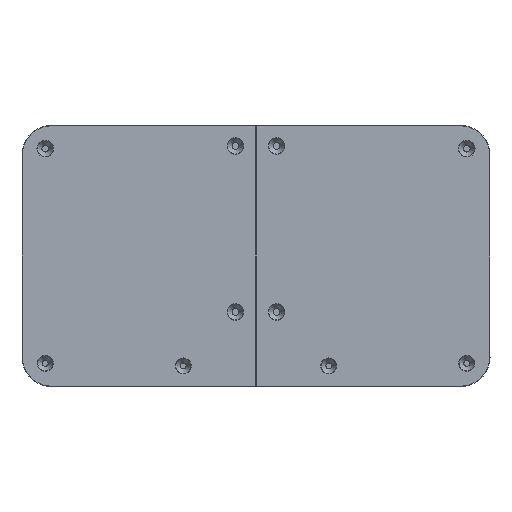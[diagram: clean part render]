
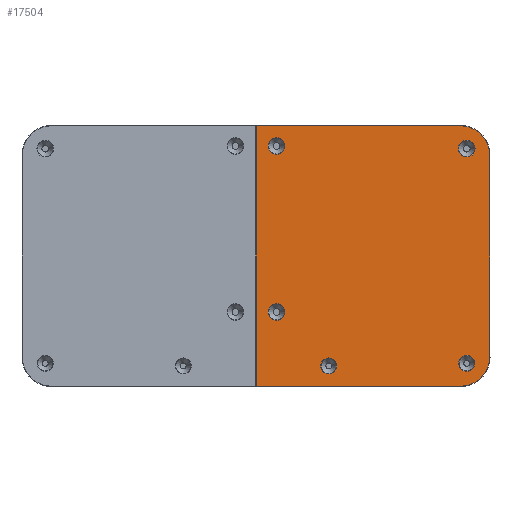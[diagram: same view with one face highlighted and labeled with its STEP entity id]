
A CAD part, front view. The second image highlights one B-rep face of the part: STEP entity #17504.
In plain terms, the highlighted planar face has unit normal (0, -1, 0).
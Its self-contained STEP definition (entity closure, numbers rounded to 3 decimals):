
#97=FACE_BOUND('',#4793,.T.);
#98=FACE_BOUND('',#4794,.T.);
#99=FACE_BOUND('',#4795,.T.);
#100=FACE_BOUND('',#4796,.T.);
#101=FACE_BOUND('',#4797,.T.);
#541=PLANE('',#19182);
#976=LINE('',#32002,#1951);
#977=LINE('',#32006,#1952);
#978=LINE('',#32010,#1953);
#979=LINE('',#32011,#1954);
#1951=VECTOR('',#23147,10.);
#1952=VECTOR('',#23150,10.);
#1953=VECTOR('',#23153,10.);
#1954=VECTOR('',#23154,10.);
#3603=FACE_OUTER_BOUND('',#4792,.T.);
#4792=EDGE_LOOP('',(#13385,#13386,#13387,#13388,#13389,#13390));
#4793=EDGE_LOOP('',(#13391));
#4794=EDGE_LOOP('',(#13392));
#4795=EDGE_LOOP('',(#13393));
#4796=EDGE_LOOP('',(#13394));
#4797=EDGE_LOOP('',(#13395));
#6121=CIRCLE('',#19181,5.642);
#6122=CIRCLE('',#19183,19.75);
#6123=CIRCLE('',#19184,19.75);
#6124=CIRCLE('',#19185,5.392);
#6125=CIRCLE('',#19186,5.642);
#6126=CIRCLE('',#19187,5.392);
#6127=CIRCLE('',#19188,5.642);
#7815=VERTEX_POINT('',#31996);
#7816=VERTEX_POINT('',#32000);
#7817=VERTEX_POINT('',#32001);
#7818=VERTEX_POINT('',#32003);
#7819=VERTEX_POINT('',#32005);
#7820=VERTEX_POINT('',#32007);
#7821=VERTEX_POINT('',#32009);
#7822=VERTEX_POINT('',#32012);
#7823=VERTEX_POINT('',#32014);
#7824=VERTEX_POINT('',#32016);
#7825=VERTEX_POINT('',#32018);
#9780=EDGE_CURVE('',#7815,#7815,#6121,.T.);
#9781=EDGE_CURVE('',#7816,#7817,#976,.T.);
#9782=EDGE_CURVE('',#7818,#7816,#6122,.T.);
#9783=EDGE_CURVE('',#7819,#7818,#977,.T.);
#9784=EDGE_CURVE('',#7820,#7819,#6123,.T.);
#9785=EDGE_CURVE('',#7821,#7820,#978,.T.);
#9786=EDGE_CURVE('',#7817,#7821,#979,.T.);
#9787=EDGE_CURVE('',#7822,#7822,#6124,.T.);
#9788=EDGE_CURVE('',#7823,#7823,#6125,.T.);
#9789=EDGE_CURVE('',#7824,#7824,#6126,.T.);
#9790=EDGE_CURVE('',#7825,#7825,#6127,.T.);
#13385=ORIENTED_EDGE('',*,*,#9781,.F.);
#13386=ORIENTED_EDGE('',*,*,#9782,.F.);
#13387=ORIENTED_EDGE('',*,*,#9783,.F.);
#13388=ORIENTED_EDGE('',*,*,#9784,.F.);
#13389=ORIENTED_EDGE('',*,*,#9785,.F.);
#13390=ORIENTED_EDGE('',*,*,#9786,.F.);
#13391=ORIENTED_EDGE('',*,*,#9787,.F.);
#13392=ORIENTED_EDGE('',*,*,#9788,.F.);
#13393=ORIENTED_EDGE('',*,*,#9789,.F.);
#13394=ORIENTED_EDGE('',*,*,#9790,.F.);
#13395=ORIENTED_EDGE('',*,*,#9780,.F.);
#17504=ADVANCED_FACE('',(#3603,#97,#98,#99,#100,#101),#541,.T.);
#19181=AXIS2_PLACEMENT_3D('',#31998,#23143,#23144);
#19182=AXIS2_PLACEMENT_3D('',#31999,#23145,#23146);
#19183=AXIS2_PLACEMENT_3D('',#32004,#23148,#23149);
#19184=AXIS2_PLACEMENT_3D('',#32008,#23151,#23152);
#19185=AXIS2_PLACEMENT_3D('',#32013,#23155,#23156);
#19186=AXIS2_PLACEMENT_3D('',#32015,#23157,#23158);
#19187=AXIS2_PLACEMENT_3D('',#32017,#23159,#23160);
#19188=AXIS2_PLACEMENT_3D('',#32019,#23161,#23162);
#23143=DIRECTION('center_axis',(0.,-1.,0.));
#23144=DIRECTION('ref_axis',(1.,0.,0.));
#23145=DIRECTION('center_axis',(0.,-1.,0.));
#23146=DIRECTION('ref_axis',(1.,0.,0.));
#23147=DIRECTION('',(-1.,0.,0.));
#23148=DIRECTION('center_axis',(0.,1.,0.));
#23149=DIRECTION('ref_axis',(0.707,0.,-0.707));
#23150=DIRECTION('',(0.,0.,-1.));
#23151=DIRECTION('center_axis',(0.,1.,0.));
#23152=DIRECTION('ref_axis',(0.707,0.,0.707));
#23153=DIRECTION('',(1.,0.,0.));
#23154=DIRECTION('',(0.,0.,1.));
#23155=DIRECTION('center_axis',(0.,-1.,0.));
#23156=DIRECTION('ref_axis',(1.,0.,0.));
#23157=DIRECTION('center_axis',(0.,-1.,0.));
#23158=DIRECTION('ref_axis',(1.,0.,0.));
#23159=DIRECTION('center_axis',(0.,-1.,0.));
#23160=DIRECTION('ref_axis',(1.,0.,0.));
#23161=DIRECTION('center_axis',(0.,-1.,0.));
#23162=DIRECTION('ref_axis',(1.,0.,0.));
#31996=CARTESIAN_POINT('',(165.145,-40.,17.101));
#31998=CARTESIAN_POINT('Origin',(165.145,-40.,11.46));
#31999=CARTESIAN_POINT('Origin',(151.145,-40.,49.451));
#32000=CARTESIAN_POINT('',(290.024,-40.,-38.944));
#32001=CARTESIAN_POINT('',(151.395,-40.,-38.944));
#32002=CARTESIAN_POINT('',(81.706,-40.,-38.944));
#32003=CARTESIAN_POINT('',(309.774,-40.,-19.194));
#32004=CARTESIAN_POINT('Origin',(290.024,-40.,-19.194));
#32005=CARTESIAN_POINT('',(309.774,-40.,118.095));
#32006=CARTESIAN_POINT('',(309.774,-40.,15.129));
#32007=CARTESIAN_POINT('',(290.024,-40.,137.845));
#32008=CARTESIAN_POINT('Origin',(290.024,-40.,118.095));
#32009=CARTESIAN_POINT('',(151.395,-40.,137.845));
#32010=CARTESIAN_POINT('',(220.585,-40.,137.845));
#32011=CARTESIAN_POINT('',(151.395,-40.,49.451));
#32012=CARTESIAN_POINT('',(294.267,-40.,-18.045));
#32013=CARTESIAN_POINT('Origin',(294.267,-40.,-23.436));
#32014=CARTESIAN_POINT('',(294.267,-40.,127.979));
#32015=CARTESIAN_POINT('Origin',(294.267,-40.,122.337));
#32016=CARTESIAN_POINT('',(200.574,-40.,-19.802));
#32017=CARTESIAN_POINT('Origin',(200.574,-40.,-25.194));
#32018=CARTESIAN_POINT('',(165.145,-40.,129.736));
#32019=CARTESIAN_POINT('Origin',(165.145,-40.,124.095));
